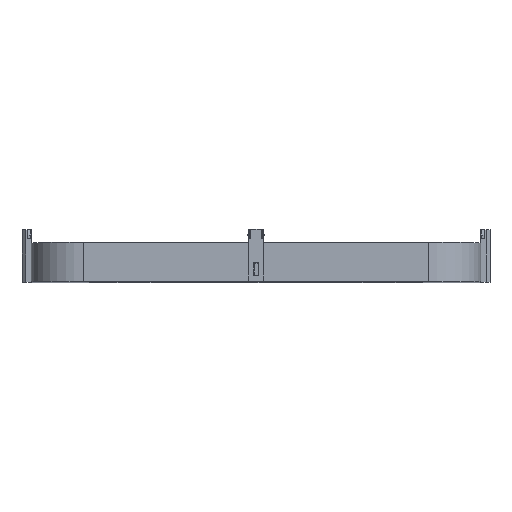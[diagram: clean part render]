
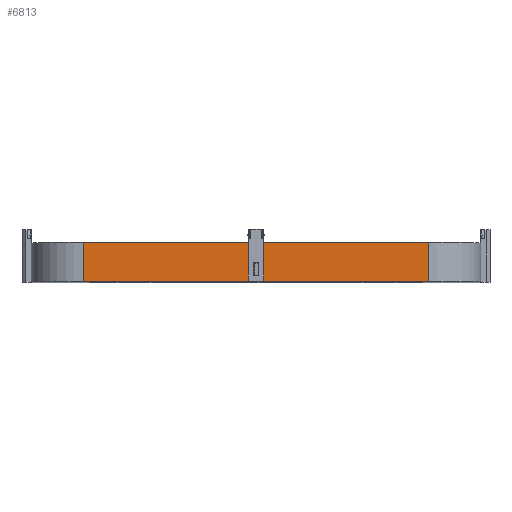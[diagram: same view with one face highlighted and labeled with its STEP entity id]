
A CAD part, top view. The second image highlights one B-rep face of the part: STEP entity #6813.
In plain terms, the highlighted face is planar.
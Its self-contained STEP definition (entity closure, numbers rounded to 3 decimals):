
#692=LINE('',#11171,#1432);
#695=LINE('',#11177,#1435);
#698=LINE('',#11183,#1438);
#701=LINE('',#11187,#1441);
#733=LINE('',#11271,#1473);
#752=LINE('',#11322,#1492);
#753=LINE('',#11324,#1493);
#754=LINE('',#11325,#1494);
#1432=VECTOR('',#8927,10.);
#1435=VECTOR('',#8932,10.);
#1438=VECTOR('',#8937,10.);
#1441=VECTOR('',#8942,10.);
#1473=VECTOR('',#9020,10.);
#1492=VECTOR('',#9069,10.);
#1493=VECTOR('',#9072,10.);
#1494=VECTOR('',#9073,10.);
#1705=FACE_BOUND('',#2476,.T.);
#2048=FACE_OUTER_BOUND('',#2475,.T.);
#2475=EDGE_LOOP('',(#5927,#5928,#5929,#5930));
#2476=EDGE_LOOP('',(#5931,#5932,#5933,#5934));
#3223=VERTEX_POINT('',#11168);
#3224=VERTEX_POINT('',#11170);
#3226=VERTEX_POINT('',#11176);
#3228=VERTEX_POINT('',#11182);
#3256=VERTEX_POINT('',#11268);
#3257=VERTEX_POINT('',#11270);
#3273=VERTEX_POINT('',#11318);
#3274=VERTEX_POINT('',#11320);
#4110=EDGE_CURVE('',#3224,#3223,#692,.T.);
#4113=EDGE_CURVE('',#3226,#3224,#695,.T.);
#4116=EDGE_CURVE('',#3228,#3226,#698,.T.);
#4119=EDGE_CURVE('',#3223,#3228,#701,.T.);
#4160=EDGE_CURVE('',#3256,#3257,#733,.T.);
#4186=EDGE_CURVE('',#3273,#3274,#752,.T.);
#4187=EDGE_CURVE('',#3256,#3273,#753,.T.);
#4188=EDGE_CURVE('',#3257,#3274,#754,.T.);
#5927=ORIENTED_EDGE('',*,*,#4187,.T.);
#5928=ORIENTED_EDGE('',*,*,#4186,.T.);
#5929=ORIENTED_EDGE('',*,*,#4188,.F.);
#5930=ORIENTED_EDGE('',*,*,#4160,.F.);
#5931=ORIENTED_EDGE('',*,*,#4116,.T.);
#5932=ORIENTED_EDGE('',*,*,#4113,.T.);
#5933=ORIENTED_EDGE('',*,*,#4110,.T.);
#5934=ORIENTED_EDGE('',*,*,#4119,.T.);
#6457=PLANE('',#7362);
#6813=ADVANCED_FACE('',(#2048,#1705),#6457,.T.);
#7362=AXIS2_PLACEMENT_3D('',#11323,#9070,#9071);
#8927=DIRECTION('',(0.,0.,-1.));
#8932=DIRECTION('',(1.,0.,0.));
#8937=DIRECTION('',(0.,0.,1.));
#8942=DIRECTION('',(-1.,0.,0.));
#9020=DIRECTION('',(0.,0.,1.));
#9069=DIRECTION('',(0.,0.,1.));
#9070=DIRECTION('center_axis',(0.,-1.,0.));
#9071=DIRECTION('ref_axis',(1.,0.,0.));
#9072=DIRECTION('',(1.,0.,0.));
#9073=DIRECTION('',(1.,0.,0.));
#11168=CARTESIAN_POINT('',(187.,-12.,5.));
#11170=CARTESIAN_POINT('',(187.,-12.,14.));
#11171=CARTESIAN_POINT('',(187.,-12.,4.75));
#11176=CARTESIAN_POINT('',(184.,-12.,14.));
#11177=CARTESIAN_POINT('',(119.5,-12.,14.));
#11182=CARTESIAN_POINT('',(184.,-12.,5.));
#11183=CARTESIAN_POINT('',(184.,-12.,4.75));
#11187=CARTESIAN_POINT('',(119.5,-12.,5.));
#11268=CARTESIAN_POINT('',(53.5,-12.,0.));
#11270=CARTESIAN_POINT('',(53.5,-12.,30.));
#11271=CARTESIAN_POINT('',(53.5,-12.,0.));
#11318=CARTESIAN_POINT('',(316.5,-12.,0.));
#11320=CARTESIAN_POINT('',(316.5,-12.,30.));
#11322=CARTESIAN_POINT('',(316.5,-12.,0.));
#11323=CARTESIAN_POINT('Origin',(53.5,-12.,0.));
#11324=CARTESIAN_POINT('',(145.,-12.,0.));
#11325=CARTESIAN_POINT('',(145.,-12.,30.));
